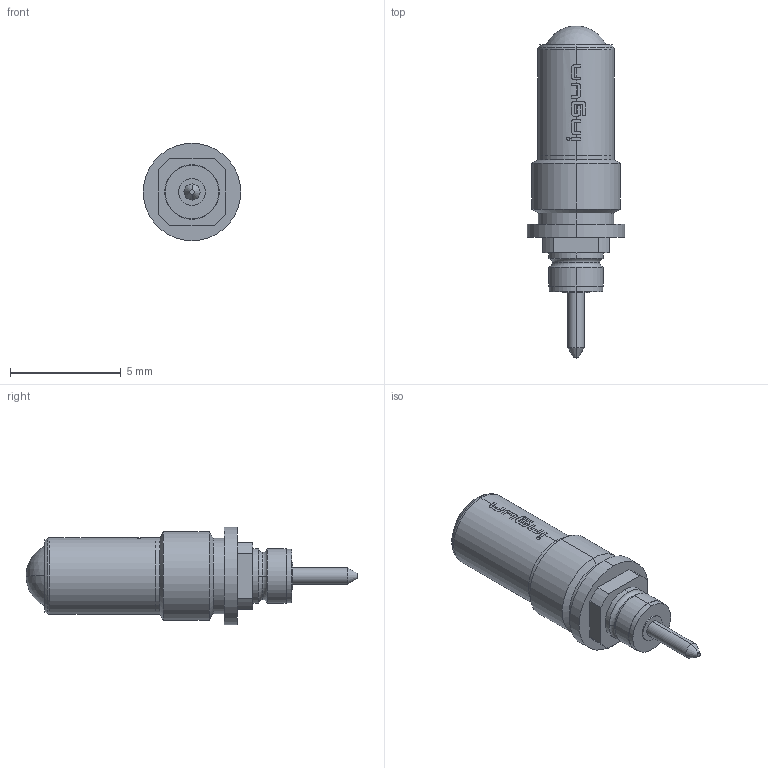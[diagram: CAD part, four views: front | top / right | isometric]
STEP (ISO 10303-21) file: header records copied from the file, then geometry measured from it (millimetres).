
FILE_DESCRIPTION (( 'STEP AP203' ), '1' );
FILE_NAME ('INGUN_SKS-339_405_300_U_xx01_M.STEP', '2022-07-27T07:56:56', ( 'ochi' ), ( '' ), 'SwSTEP 2.0', 'SolidWorks 2018', '' );
FILE_SCHEMA (( 'CONFIG_CONTROL_DESIGN' ));
Length unit declared in the file: millimetre
Products named in the file (1): INGUN_SKS-339_405_300_U_xx01_M
Bounding box: 4.4 x 15 x 4.4 mm (x, y, z)
Volume: 109.9 mm3; surface area: 164.4 mm2
Topology: 1 solids, 1 shells, 124 faces, 325 edges, 211 vertices
Faces by surface type: plane 52, cylinder 34, bspline 22, cone 8, torus 6, sphere 2
Entity records: 4198 total; most frequent: CARTESIAN_POINT 1181, ORIENTED_EDGE 650, DIRECTION 571, EDGE_CURVE 325, AXIS2_PLACEMENT_3D 229, VERTEX_POINT 211, EDGE_LOOP 132, CIRCLE 126
